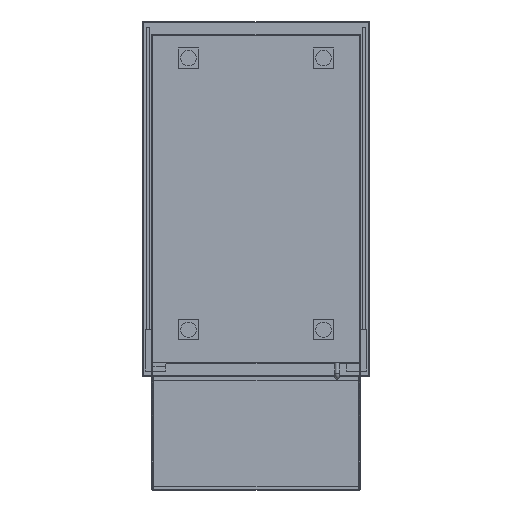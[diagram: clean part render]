
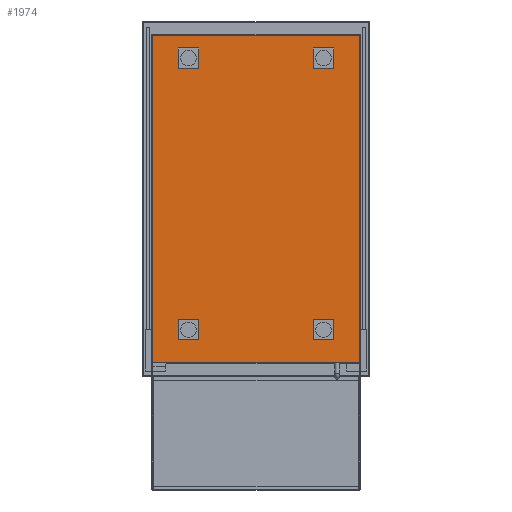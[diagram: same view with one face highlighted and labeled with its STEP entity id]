
A CAD part, front view. The second image highlights one B-rep face of the part: STEP entity #1974.
In plain terms, the highlighted planar face has unit normal (0, -1, 0).
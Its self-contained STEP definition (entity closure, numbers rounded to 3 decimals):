
#30 = DIRECTION ( 'NONE',  ( 0., 0., 1. ) ) ;
#206 = VERTEX_POINT ( 'NONE', #651 ) ;
#317 = DIRECTION ( 'NONE',  ( 0., 0., -1. ) ) ;
#551 = FACE_OUTER_BOUND ( 'NONE', #10275, .T. ) ;
#651 = CARTESIAN_POINT ( 'NONE',  ( -203.5, -498., 321.5 ) ) ;
#1429 = DIRECTION ( 'NONE',  ( 0., 0., -1. ) ) ;
#1866 = DIRECTION ( 'NONE',  ( -1., 0., 0. ) ) ;
#1974 = ADVANCED_FACE ( 'NONE', ( #551 ), #5299, .T. ) ;
#1989 = VECTOR ( 'NONE', #30, 1000. ) ;
#2109 = CARTESIAN_POINT ( 'NONE',  ( 0., -498., 0. ) ) ;
#2271 = LINE ( 'NONE', #8463, #8686 ) ;
#4062 = AXIS2_PLACEMENT_3D ( 'NONE', #2109, #7844, #1429 ) ;
#4785 = CARTESIAN_POINT ( 'NONE',  ( -203.5, -498., -321.5 ) ) ;
#5299 = PLANE ( 'NONE',  #4062 ) ;
#5349 = VERTEX_POINT ( 'NONE', #6354 ) ;
#5519 = EDGE_CURVE ( 'NONE', #6274, #9805, #6923, .T. ) ;
#5943 = CARTESIAN_POINT ( 'NONE',  ( -203.5, -498., 321.5 ) ) ;
#6089 = ORIENTED_EDGE ( 'NONE', *, *, #5519, .T. ) ;
#6274 = VERTEX_POINT ( 'NONE', #10050 ) ;
#6354 = CARTESIAN_POINT ( 'NONE',  ( -203.5, -498., -321.5 ) ) ;
#6923 = LINE ( 'NONE', #8858, #1989 ) ;
#7048 = ORIENTED_EDGE ( 'NONE', *, *, #9299, .T. ) ;
#7675 = EDGE_CURVE ( 'NONE', #5349, #6274, #7877, .T. ) ;
#7844 = DIRECTION ( 'NONE',  ( 0., -1., 0. ) ) ;
#7877 = LINE ( 'NONE', #4785, #8123 ) ;
#8033 = ORIENTED_EDGE ( 'NONE', *, *, #7675, .T. ) ;
#8123 = VECTOR ( 'NONE', #8694, 1000. ) ;
#8155 = CARTESIAN_POINT ( 'NONE',  ( 203.5, -498., 321.5 ) ) ;
#8463 = CARTESIAN_POINT ( 'NONE',  ( -203.5, -498., 321.5 ) ) ;
#8686 = VECTOR ( 'NONE', #317, 1000. ) ;
#8694 = DIRECTION ( 'NONE',  ( 1., 0., 0. ) ) ;
#8858 = CARTESIAN_POINT ( 'NONE',  ( 203.5, -498., 321.5 ) ) ;
#9299 = EDGE_CURVE ( 'NONE', #206, #5349, #2271, .T. ) ;
#9659 = VECTOR ( 'NONE', #1866, 1000. ) ;
#9805 = VERTEX_POINT ( 'NONE', #8155 ) ;
#9908 = LINE ( 'NONE', #5943, #9659 ) ;
#10050 = CARTESIAN_POINT ( 'NONE',  ( 203.5, -498., -321.5 ) ) ;
#10103 = ORIENTED_EDGE ( 'NONE', *, *, #10363, .T. ) ;
#10275 = EDGE_LOOP ( 'NONE', ( #7048, #8033, #6089, #10103 ) ) ;
#10363 = EDGE_CURVE ( 'NONE', #9805, #206, #9908, .T. ) ;
